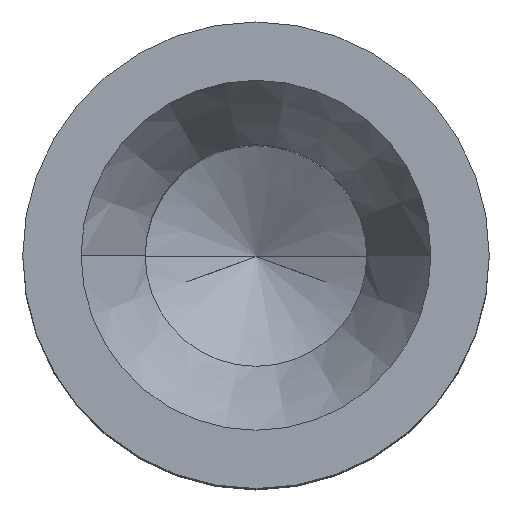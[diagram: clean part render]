
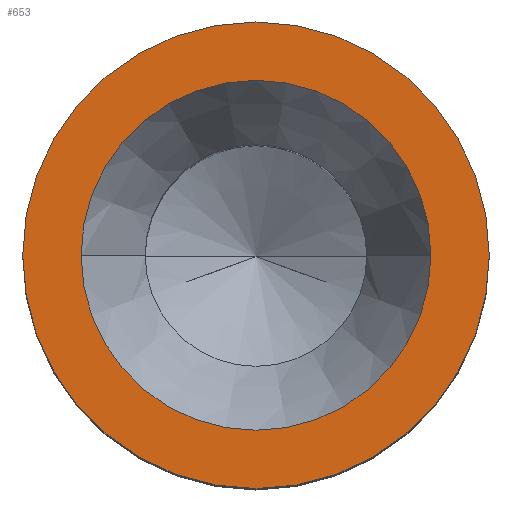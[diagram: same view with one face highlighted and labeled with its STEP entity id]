
A CAD part, top view. The second image highlights one B-rep face of the part: STEP entity #653.
In plain terms, the highlighted planar face has unit normal (0, 0, 1).
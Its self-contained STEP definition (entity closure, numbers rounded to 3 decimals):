
#192=CARTESIAN_POINT('',(0.,0.,14.534));
#193=DIRECTION('',(0.,0.,1.));
#194=DIRECTION('',(-1.,0.,0.));
#195=AXIS2_PLACEMENT_3D('',#192,#193,#194);
#201=CARTESIAN_POINT('',(0.,0.,14.534));
#202=DIRECTION('',(0.,0.,-1.));
#203=DIRECTION('',(-1.,0.,0.));
#204=AXIS2_PLACEMENT_3D('',#201,#202,#203);
#210=CARTESIAN_POINT('',(0.,0.,14.534));
#211=DIRECTION('',(0.,0.,-1.));
#212=DIRECTION('',(-1.,0.,0.));
#213=AXIS2_PLACEMENT_3D('',#210,#211,#212);
#215=CARTESIAN_POINT('',(0.,0.,14.534));
#216=DIRECTION('',(0.,0.,1.));
#217=DIRECTION('',(-1.,0.,0.));
#218=AXIS2_PLACEMENT_3D('',#215,#216,#217);
#284=CARTESIAN_POINT('',(-3.,0.,14.534));
#286=VERTEX_POINT('',#284);
#296=CARTESIAN_POINT('',(3.,0.,14.534));
#298=VERTEX_POINT('',#296);
#299=CARTESIAN_POINT('',(-2.25,0.,14.534));
#300=CARTESIAN_POINT('',(2.25,0.,14.534));
#301=VERTEX_POINT('',#299);
#302=VERTEX_POINT('',#300);
#638=CARTESIAN_POINT('',(0.,0.,14.534));
#639=DIRECTION('',(0.,0.,1.));
#640=DIRECTION('',(-1.,0.,0.));
#641=AXIS2_PLACEMENT_3D('',#638,#639,#640);
#642=PLANE('',#641);
#644=ORIENTED_EDGE('',*,*,#643,.T.);
#646=ORIENTED_EDGE('',*,*,#645,.F.);
#647=EDGE_LOOP('',(#644,#646));
#648=FACE_OUTER_BOUND('',#647,.F.);
#649=ORIENTED_EDGE('',*,*,#620,.T.);
#650=ORIENTED_EDGE('',*,*,#631,.F.);
#651=EDGE_LOOP('',(#649,#650));
#652=FACE_BOUND('',#651,.F.);
#653=ADVANCED_FACE('',(#648,#652),#642,.T.);
#196=CIRCLE('',#195,2.25);
#205=CIRCLE('',#204,2.25);
#214=CIRCLE('',#213,3.);
#219=CIRCLE('',#218,3.);
#620=EDGE_CURVE('',#301,#302,#196,.T.);
#631=EDGE_CURVE('',#301,#302,#205,.T.);
#643=EDGE_CURVE('',#286,#298,#214,.T.);
#645=EDGE_CURVE('',#286,#298,#219,.T.);
